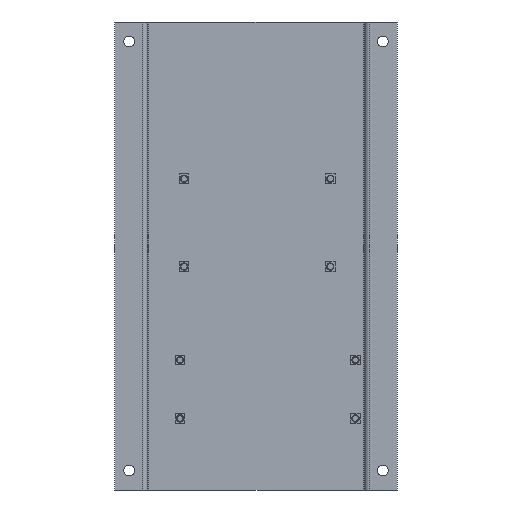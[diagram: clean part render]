
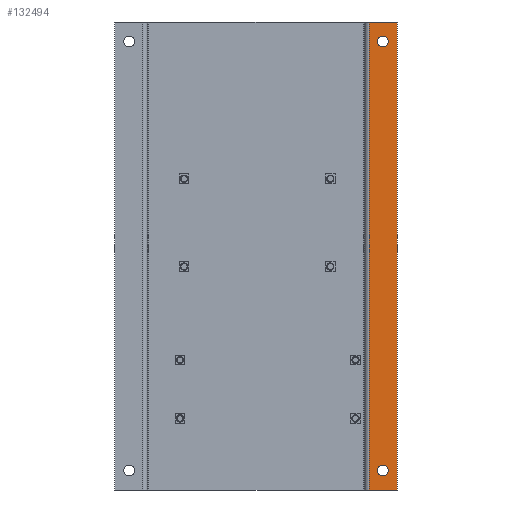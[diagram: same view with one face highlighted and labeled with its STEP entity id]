
A CAD part, front view. The second image highlights one B-rep face of the part: STEP entity #132494.
In plain terms, the highlighted planar face has unit normal (0, -1, 0).
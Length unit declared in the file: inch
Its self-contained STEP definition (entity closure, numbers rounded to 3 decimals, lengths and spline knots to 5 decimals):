
#1310 = LINE ( 'NONE', #43441, #56281 ) ;
#6657 = EDGE_CURVE ( 'NONE', #126630, #32364, #88010, .T. ) ;
#7472 = PLANE ( 'NONE',  #87552 ) ;
#9828 = ORIENTED_EDGE ( 'NONE', *, *, #74820, .T. ) ;
#11214 = VECTOR ( 'NONE', #69353, 39.37008 ) ;
#11597 = EDGE_CURVE ( 'NONE', #40591, #50012, #72868, .T. ) ;
#13773 = DIRECTION ( 'NONE',  ( 0., 1., 0. ) ) ;
#14423 = VECTOR ( 'NONE', #105036, 39.37008 ) ;
#17444 = CARTESIAN_POINT ( 'NONE',  ( 6.44, -7.125, 9.0595 ) ) ;
#19461 = ORIENTED_EDGE ( 'NONE', *, *, #6657, .T. ) ;
#19610 = CARTESIAN_POINT ( 'NONE',  ( 6.44, -7.125, 9.3405 ) ) ;
#21008 = CARTESIAN_POINT ( 'NONE',  ( 6.44, -7.125, 9.6215 ) ) ;
#22517 = CARTESIAN_POINT ( 'NONE',  ( 6.44, -7.125, -12.9405 ) ) ;
#28091 = CARTESIAN_POINT ( 'NONE',  ( 5.69, -7.125, 10.3405 ) ) ;
#30108 = EDGE_LOOP ( 'NONE', ( #129692, #88363, #47338, #43629 ) ) ;
#30648 = DIRECTION ( 'NONE',  ( 0., 0., -1. ) ) ;
#32364 = VERTEX_POINT ( 'NONE', #22517 ) ;
#32473 = VECTOR ( 'NONE', #119823, 39.37008 ) ;
#33922 = EDGE_CURVE ( 'NONE', #73367, #50012, #1310, .T. ) ;
#40591 = VERTEX_POINT ( 'NONE', #64335 ) ;
#41019 = CARTESIAN_POINT ( 'NONE',  ( 5.69, -7.125, -13.6595 ) ) ;
#42955 = DIRECTION ( 'NONE',  ( 0., 0., 1. ) ) ;
#43300 = AXIS2_PLACEMENT_3D ( 'NONE', #79607, #13773, #90723 ) ;
#43441 = CARTESIAN_POINT ( 'NONE',  ( 5.75, -7.125, -13.6595 ) ) ;
#43629 = ORIENTED_EDGE ( 'NONE', *, *, #109493, .T. ) ;
#47338 = ORIENTED_EDGE ( 'NONE', *, *, #130271, .F. ) ;
#48801 = EDGE_CURVE ( 'NONE', #132224, #122807, #99095, .T. ) ;
#50012 = VERTEX_POINT ( 'NONE', #87237 ) ;
#51782 = ORIENTED_EDGE ( 'NONE', *, *, #48801, .T. ) ;
#52036 = DIRECTION ( 'NONE',  ( 1., 0., 0. ) ) ;
#56281 = VECTOR ( 'NONE', #42955, 39.37008 ) ;
#61384 = CARTESIAN_POINT ( 'NONE',  ( 6.44, -7.125, -12.6595 ) ) ;
#63518 = DIRECTION ( 'NONE',  ( 0., 1., 0. ) ) ;
#64335 = CARTESIAN_POINT ( 'NONE',  ( 7.19, -7.125, 10.3405 ) ) ;
#69353 = DIRECTION ( 'NONE',  ( 0., 0., 1. ) ) ;
#72445 = DIRECTION ( 'NONE',  ( 0., 0., -1. ) ) ;
#72868 = LINE ( 'NONE', #28091, #14423 ) ;
#73367 = VERTEX_POINT ( 'NONE', #104172 ) ;
#74820 = EDGE_CURVE ( 'NONE', #32364, #126630, #123489, .T. ) ;
#75893 = AXIS2_PLACEMENT_3D ( 'NONE', #19610, #96476, #30648 ) ;
#79607 = CARTESIAN_POINT ( 'NONE',  ( 6.44, -7.125, -12.6595 ) ) ;
#83101 = FACE_BOUND ( 'NONE', #107301, .T. ) ;
#87237 = CARTESIAN_POINT ( 'NONE',  ( 5.75, -7.125, 10.3405 ) ) ;
#87552 = AXIS2_PLACEMENT_3D ( 'NONE', #41019, #118013, #52036 ) ;
#88010 = CIRCLE ( 'NONE', #137163, 0.281 ) ;
#88363 = ORIENTED_EDGE ( 'NONE', *, *, #33922, .F. ) ;
#89681 = EDGE_CURVE ( 'NONE', #122807, #132224, #137114, .T. ) ;
#90441 = CARTESIAN_POINT ( 'NONE',  ( 7.19, -7.125, -13.6595 ) ) ;
#90723 = DIRECTION ( 'NONE',  ( 0., 0., -1. ) ) ;
#90865 = AXIS2_PLACEMENT_3D ( 'NONE', #129398, #63518, #140505 ) ;
#90943 = LINE ( 'NONE', #129851, #32473 ) ;
#96476 = DIRECTION ( 'NONE',  ( 0., 1., 0. ) ) ;
#98909 = LINE ( 'NONE', #135279, #11214 ) ;
#99095 = CIRCLE ( 'NONE', #90865, 0.281 ) ;
#104172 = CARTESIAN_POINT ( 'NONE',  ( 5.75, -7.125, -13.6595 ) ) ;
#105036 = DIRECTION ( 'NONE',  ( -1., 0., 0. ) ) ;
#107301 = EDGE_LOOP ( 'NONE', ( #9828, #19461 ) ) ;
#109493 = EDGE_CURVE ( 'NONE', #116465, #40591, #98909, .T. ) ;
#112423 = FACE_OUTER_BOUND ( 'NONE', #30108, .T. ) ;
#114942 = ORIENTED_EDGE ( 'NONE', *, *, #89681, .T. ) ;
#115889 = FACE_BOUND ( 'NONE', #126502, .T. ) ;
#116465 = VERTEX_POINT ( 'NONE', #90441 ) ;
#118013 = DIRECTION ( 'NONE',  ( 0., 1., 0. ) ) ;
#119823 = DIRECTION ( 'NONE',  ( -1., 0., 0. ) ) ;
#122807 = VERTEX_POINT ( 'NONE', #17444 ) ;
#123489 = CIRCLE ( 'NONE', #43300, 0.281 ) ;
#126502 = EDGE_LOOP ( 'NONE', ( #114942, #51782 ) ) ;
#126630 = VERTEX_POINT ( 'NONE', #135093 ) ;
#129398 = CARTESIAN_POINT ( 'NONE',  ( 6.44, -7.125, 9.3405 ) ) ;
#129692 = ORIENTED_EDGE ( 'NONE', *, *, #11597, .T. ) ;
#129851 = CARTESIAN_POINT ( 'NONE',  ( 5.69, -7.125, -13.6595 ) ) ;
#130271 = EDGE_CURVE ( 'NONE', #116465, #73367, #90943, .T. ) ;
#132224 = VERTEX_POINT ( 'NONE', #21008 ) ;
#132494 = ADVANCED_FACE ( 'NONE', ( #83101, #115889, #112423 ), #7472, .F. ) ;
#135093 = CARTESIAN_POINT ( 'NONE',  ( 6.44, -7.125, -12.3785 ) ) ;
#135279 = CARTESIAN_POINT ( 'NONE',  ( 7.19, -7.125, -13.6595 ) ) ;
#137114 = CIRCLE ( 'NONE', #75893, 0.281 ) ;
#137163 = AXIS2_PLACEMENT_3D ( 'NONE', #61384, #138355, #72445 ) ;
#138355 = DIRECTION ( 'NONE',  ( 0., 1., 0. ) ) ;
#140505 = DIRECTION ( 'NONE',  ( 0., 0., -1. ) ) ;
